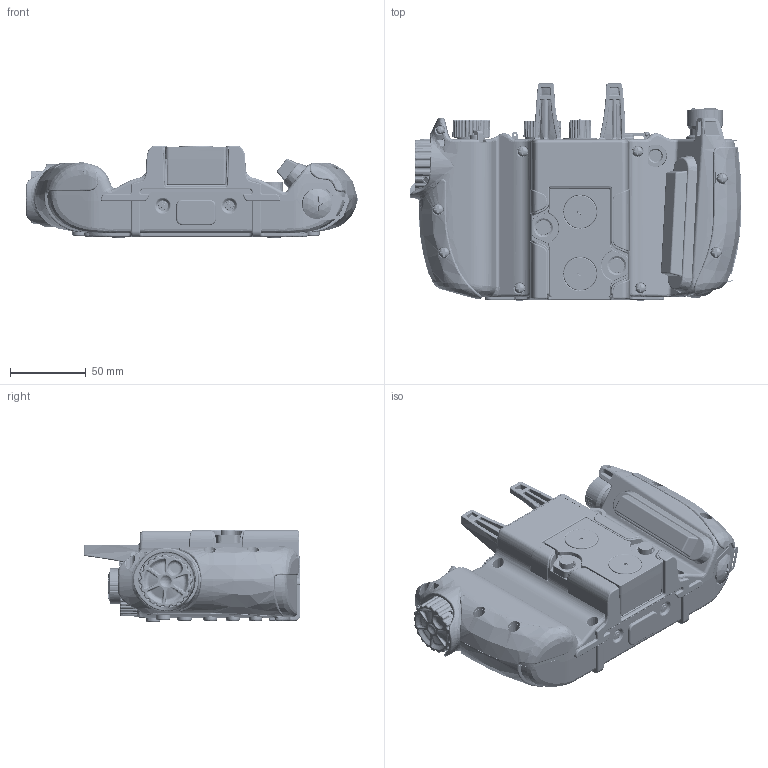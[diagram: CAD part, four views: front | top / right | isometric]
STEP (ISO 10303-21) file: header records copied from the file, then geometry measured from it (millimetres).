
FILE_DESCRIPTION (( 'STEP AP214' ), '1' );
FILE_NAME ('X5 for customer.STEP', '2020-04-22T10:49:55', ( '' ), ( '' ), 'SwSTEP 2.0', 'SolidWorks 2020', '' );
FILE_SCHEMA (( 'AUTOMOTIVE_DESIGN' ));
Length unit declared in the file: millimetre
Products named in the file (4): pennino_z-joy_bianco; BATT3V74A401_; prova_x5; X5 for customer
Assembly tree (3 placements, depth 2):
  X5 for customer
    prova_x5
    BATT3V74A401_
    pennino_z-joy_bianco
Bounding box: 219.66 x 143.5 x 61.16 mm (x, y, z)
Volume: 936272.6 mm3; surface area: 140144.6 mm2
Topology: 3 solids, 64 shells, 5493 faces, 14092 edges, 8686 vertices
Faces by surface type: bspline 1740, plane 1609, cylinder 1209, cone 432, torus 335, sphere 168
Entity records: 323388 total; most frequent: CARTESIAN_POINT 150317, ORIENTED_EDGE 27682, DIRECTION 18103, EDGE_CURVE 13841, VERTEX_POINT 8619, AXIS2_PLACEMENT_3D 6801, EDGE_LOOP 5678, FACE_OUTER_BOUND 5493
